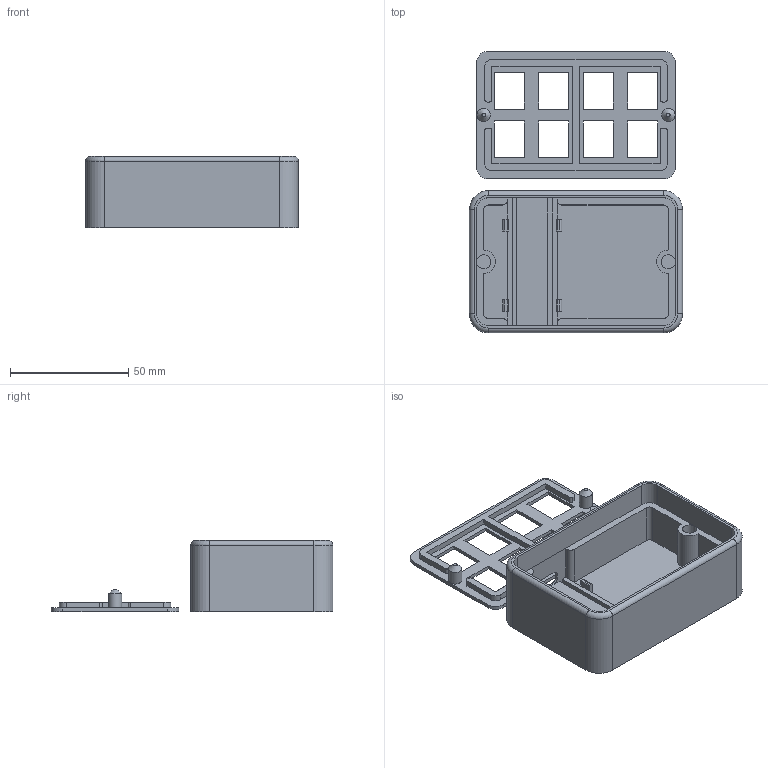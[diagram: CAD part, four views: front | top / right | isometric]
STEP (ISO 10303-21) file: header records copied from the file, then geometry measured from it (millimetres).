
FILE_DESCRIPTION(('FreeCAD Model'),'2;1');
FILE_NAME('OBS-Deck.step', '2020-03-22T21:24:16',('Author'),(''), 'Open CASCADE STEP processor 7.3','FreeCAD','Unknown');
FILE_SCHEMA(('AUTOMOTIVE_DESIGN { 1 0 10303 214 1 1 1 1 }'));
Length unit declared in the file: millimetre
Products named in the file (2): top; Body
Bounding box: 90 x 119 x 30 mm (x, y, z)
Volume: 57933.2 mm3; surface area: 36037.4 mm2
Topology: 2 solids, 2 shells, 230 faces, 616 edges, 393 vertices
Faces by surface type: plane 162, cylinder 58, torus 4, bspline 4, cone 2
Full cylindrical faces by diameter (mm): 5.6 x2, 6 x2
Entity records: 16067 total; most frequent: CARTESIAN_POINT 3642, DIRECTION 2322, LINE 1588, VECTOR 1588, ORIENTED_EDGE 1232, PCURVE 1232, DEFINITIONAL_REPRESENTATION 1232, EDGE_CURVE 616
